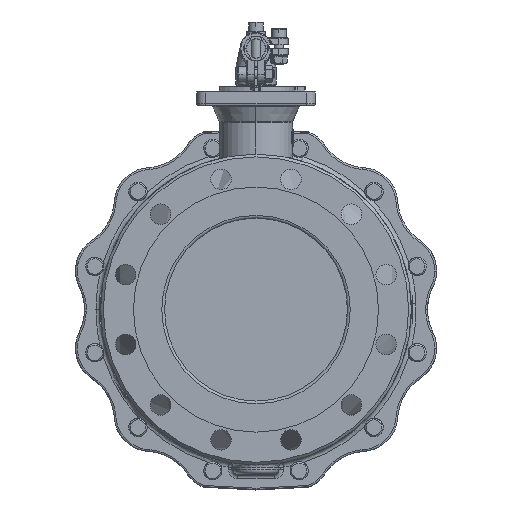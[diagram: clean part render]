
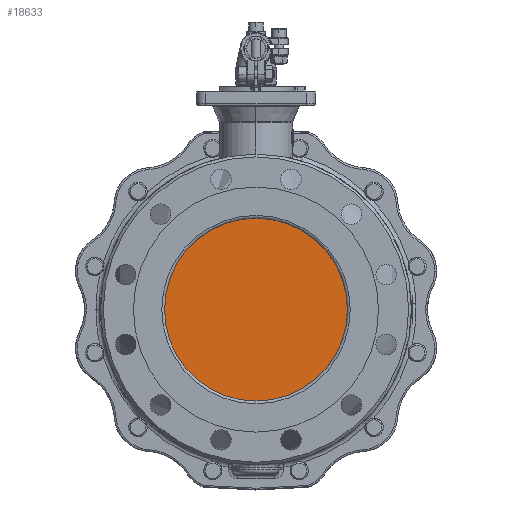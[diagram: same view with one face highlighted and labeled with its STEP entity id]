
A CAD part, left-side view. The second image highlights one B-rep face of the part: STEP entity #18633.
In plain terms, the highlighted planar face has unit normal (-1, 0, 0).
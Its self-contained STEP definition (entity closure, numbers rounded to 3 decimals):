
#18608=CARTESIAN_POINT('',(-124.914,0.,-0.));
#18609=DIRECTION('',(-1.,-0.,-0.));
#18610=DIRECTION('',(-0.,0.,1.));
#18611=AXIS2_PLACEMENT_3D('',#18608,#18609,#18610);
#18612=PLANE('',#18611);
#18613=CARTESIAN_POINT('',(-124.914,-0.,-100.));
#18614=VERTEX_POINT('',#18613);
#18615=CARTESIAN_POINT('',(-124.914,0.,100.));
#18616=VERTEX_POINT('',#18615);
#18617=CARTESIAN_POINT('',(-124.914,0.,-0.));
#18618=DIRECTION('',(1.,0.,0.));
#18619=DIRECTION('',(-0.,0.,1.));
#18620=AXIS2_PLACEMENT_3D('',#18617,#18618,#18619);
#18621=CIRCLE('',#18620,100.);
#18622=EDGE_CURVE('',#18614,#18616,#18621,.T.);
#18623=ORIENTED_EDGE('',*,*,#18622,.F.);
#18624=CARTESIAN_POINT('',(-124.914,0.,-0.));
#18625=DIRECTION('',(1.,0.,0.));
#18626=DIRECTION('',(-0.,0.,1.));
#18627=AXIS2_PLACEMENT_3D('',#18624,#18625,#18626);
#18628=CIRCLE('',#18627,100.);
#18629=EDGE_CURVE('',#18616,#18614,#18628,.T.);
#18630=ORIENTED_EDGE('',*,*,#18629,.F.);
#18631=EDGE_LOOP('',(#18623,#18630));
#18632=FACE_BOUND('',#18631,.T.);
#18633=ADVANCED_FACE('',(#18632),#18612,.T.);
